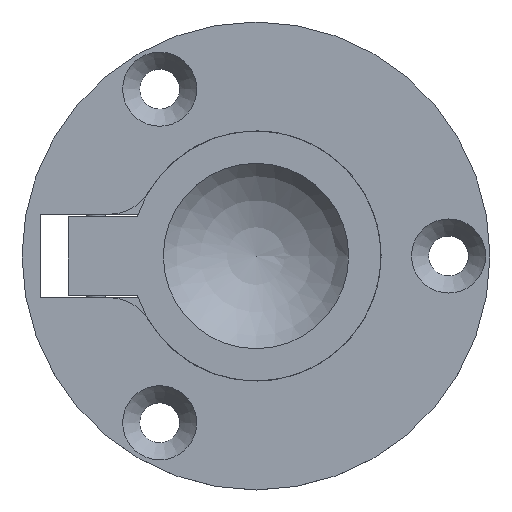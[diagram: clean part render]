
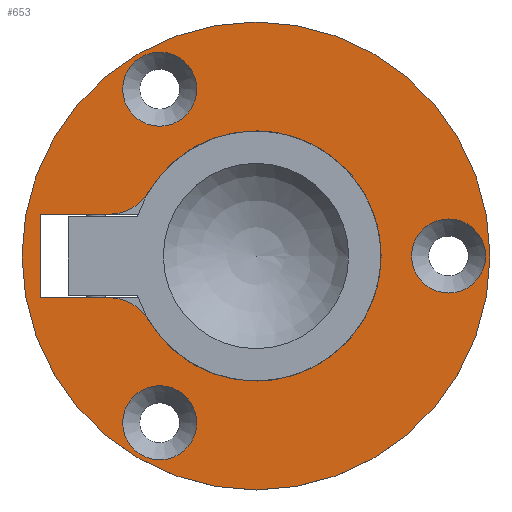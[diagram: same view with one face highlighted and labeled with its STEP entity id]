
A CAD part, top view. The second image highlights one B-rep face of the part: STEP entity #653.
In plain terms, the highlighted planar face has unit normal (0, 0, 1).
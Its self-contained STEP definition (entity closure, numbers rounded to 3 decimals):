
#35=PLANE('',#724);
#71=LINE('',#1087,#115);
#75=LINE('',#1100,#119);
#76=LINE('',#1101,#120);
#115=VECTOR('',#873,7.375);
#119=VECTOR('',#887,7.375);
#120=VECTOR('',#888,9.);
#159=FACE_BOUND('',#242,.T.);
#160=FACE_BOUND('',#243,.T.);
#161=FACE_BOUND('',#244,.T.);
#162=FACE_BOUND('',#245,.T.);
#189=FACE_OUTER_BOUND('',#241,.T.);
#241=EDGE_LOOP('',(#547));
#242=EDGE_LOOP('',(#548));
#243=EDGE_LOOP('',(#549));
#244=EDGE_LOOP('',(#550));
#245=EDGE_LOOP('',(#551,#552,#553,#554,#555,#556));
#269=CIRCLE('',#677,4.);
#272=CIRCLE('',#682,4.);
#275=CIRCLE('',#687,4.);
#294=CIRCLE('',#719,5.);
#295=CIRCLE('',#723,5.);
#296=CIRCLE('',#725,25.25);
#297=CIRCLE('',#726,13.5);
#307=VERTEX_POINT('',#958);
#310=VERTEX_POINT('',#966);
#313=VERTEX_POINT('',#974);
#347=VERTEX_POINT('',#1079);
#348=VERTEX_POINT('',#1080);
#349=VERTEX_POINT('',#1086);
#350=VERTEX_POINT('',#1090);
#351=VERTEX_POINT('',#1091);
#352=VERTEX_POINT('',#1096);
#353=VERTEX_POINT('',#1099);
#370=EDGE_CURVE('',#307,#307,#269,.T.);
#373=EDGE_CURVE('',#310,#310,#272,.T.);
#376=EDGE_CURVE('',#313,#313,#275,.T.);
#420=EDGE_CURVE('',#347,#348,#294,.T.);
#423=EDGE_CURVE('',#349,#348,#71,.T.);
#425=EDGE_CURVE('',#350,#351,#295,.T.);
#428=EDGE_CURVE('',#352,#352,#296,.T.);
#429=EDGE_CURVE('',#347,#351,#297,.T.);
#430=EDGE_CURVE('',#350,#353,#75,.T.);
#431=EDGE_CURVE('',#353,#349,#76,.T.);
#547=ORIENTED_EDGE('',*,*,#428,.T.);
#548=ORIENTED_EDGE('',*,*,#370,.T.);
#549=ORIENTED_EDGE('',*,*,#373,.T.);
#550=ORIENTED_EDGE('',*,*,#376,.T.);
#551=ORIENTED_EDGE('',*,*,#423,.T.);
#552=ORIENTED_EDGE('',*,*,#420,.F.);
#553=ORIENTED_EDGE('',*,*,#429,.T.);
#554=ORIENTED_EDGE('',*,*,#425,.F.);
#555=ORIENTED_EDGE('',*,*,#430,.T.);
#556=ORIENTED_EDGE('',*,*,#431,.T.);
#653=ADVANCED_FACE('',(#189,#159,#160,#161,#162),#35,.T.);
#677=AXIS2_PLACEMENT_3D('',#959,#758,#759);
#682=AXIS2_PLACEMENT_3D('',#967,#768,#769);
#687=AXIS2_PLACEMENT_3D('',#975,#778,#779);
#719=AXIS2_PLACEMENT_3D('',#1081,#865,#866);
#723=AXIS2_PLACEMENT_3D('',#1092,#877,#878);
#724=AXIS2_PLACEMENT_3D('',#1095,#881,#882);
#725=AXIS2_PLACEMENT_3D('',#1097,#883,#884);
#726=AXIS2_PLACEMENT_3D('',#1098,#885,#886);
#758=DIRECTION('center_axis',(0.,0.,-1.));
#759=DIRECTION('ref_axis',(1.,0.,0.));
#768=DIRECTION('center_axis',(0.,0.,-1.));
#769=DIRECTION('ref_axis',(1.,0.,0.));
#778=DIRECTION('center_axis',(0.,0.,-1.));
#779=DIRECTION('ref_axis',(1.,0.,0.));
#865=DIRECTION('center_axis',(0.,0.,-1.));
#866=DIRECTION('ref_axis',(0.493,-0.87,0.));
#873=DIRECTION('',(1.,0.,0.));
#877=DIRECTION('center_axis',(0.,0.,-1.));
#878=DIRECTION('ref_axis',(0.493,0.87,0.));
#881=DIRECTION('center_axis',(0.,0.,1.));
#882=DIRECTION('ref_axis',(1.,0.,0.));
#883=DIRECTION('center_axis',(0.,0.,1.));
#884=DIRECTION('ref_axis',(-1.,0.,0.));
#885=DIRECTION('center_axis',(0.,0.,-1.));
#886=DIRECTION('ref_axis',(-1.,0.,0.));
#887=DIRECTION('',(-1.,0.,0.));
#888=DIRECTION('',(0.,1.,0.));
#958=CARTESIAN_POINT('',(24.785,0.,2.6));
#959=CARTESIAN_POINT('Origin',(20.785,0.,2.6));
#966=CARTESIAN_POINT('',(-6.392,18.,2.6));
#967=CARTESIAN_POINT('Origin',(-10.392,18.,2.6));
#974=CARTESIAN_POINT('',(-6.392,-18.,2.6));
#975=CARTESIAN_POINT('Origin',(-10.392,-18.,2.6));
#1079=CARTESIAN_POINT('',(-11.584,6.932,2.6));
#1080=CARTESIAN_POINT('',(-15.875,4.5,2.6));
#1081=CARTESIAN_POINT('Origin',(-15.875,9.5,2.6));
#1086=CARTESIAN_POINT('',(-23.25,4.5,2.6));
#1087=CARTESIAN_POINT('',(-11.625,4.5,2.6));
#1090=CARTESIAN_POINT('',(-15.875,-4.5,2.6));
#1091=CARTESIAN_POINT('',(-11.584,-6.932,2.6));
#1092=CARTESIAN_POINT('Origin',(-15.875,-9.5,2.6));
#1095=CARTESIAN_POINT('Origin',(0.,0.,
2.6));
#1096=CARTESIAN_POINT('',(25.25,0.,2.6));
#1097=CARTESIAN_POINT('Origin',(0.,0.,2.6));
#1098=CARTESIAN_POINT('Origin',(0.,0.,2.6));
#1099=CARTESIAN_POINT('',(-23.25,-4.5,2.6));
#1100=CARTESIAN_POINT('',(-6.098,-4.5,2.6));
#1101=CARTESIAN_POINT('',(-23.25,-2.25,2.6));
